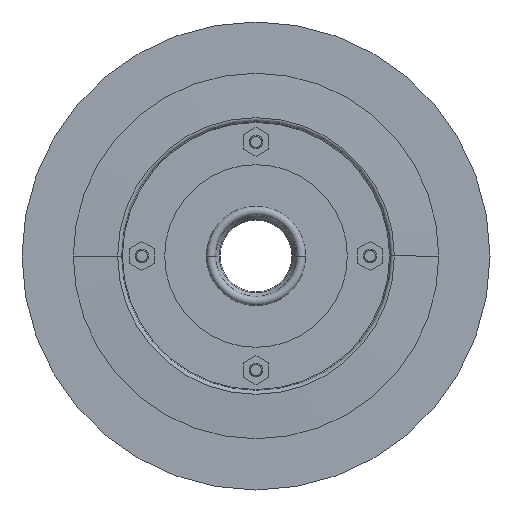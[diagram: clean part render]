
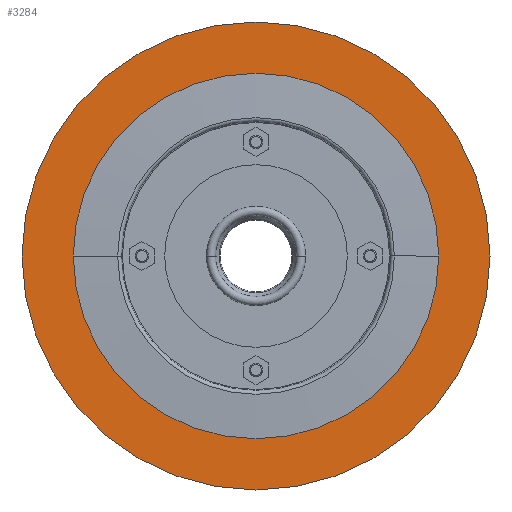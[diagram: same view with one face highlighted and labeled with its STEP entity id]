
A CAD part, front view. The second image highlights one B-rep face of the part: STEP entity #3284.
In plain terms, the highlighted planar face has unit normal (0, -1, 0).
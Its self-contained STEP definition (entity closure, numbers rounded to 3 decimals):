
#370=CARTESIAN_POINT('',(0.,-3.,0.));
#371=DIRECTION('',(0.,-1.,0.));
#372=DIRECTION('',(1.,0.,0.));
#373=AXIS2_PLACEMENT_3D('',#370,#371,#372);
#375=CARTESIAN_POINT('',(0.,-3.,0.));
#376=DIRECTION('',(0.,-1.,0.));
#377=DIRECTION('',(-1.,0.,0.));
#378=AXIS2_PLACEMENT_3D('',#375,#376,#377);
#380=CARTESIAN_POINT('',(0.,-3.,0.));
#381=DIRECTION('',(0.,-1.,0.));
#382=DIRECTION('',(1.,0.,0.));
#383=AXIS2_PLACEMENT_3D('',#380,#381,#382);
#385=CARTESIAN_POINT('',(0.,-3.,0.));
#386=DIRECTION('',(0.,-1.,0.));
#387=DIRECTION('',(-1.,0.,0.));
#388=AXIS2_PLACEMENT_3D('',#385,#386,#387);
#2431=CARTESIAN_POINT('',(102.5,-3.,0.));
#2432=CARTESIAN_POINT('',(-102.5,-3.,0.));
#2433=VERTEX_POINT('',#2431);
#2434=VERTEX_POINT('',#2432);
#2603=CARTESIAN_POINT('',(80.029,-3.,0.));
#2604=CARTESIAN_POINT('',(-80.029,-3.,0.));
#2605=VERTEX_POINT('',#2603);
#2606=VERTEX_POINT('',#2604);
#3268=CARTESIAN_POINT('',(0.,-3.,0.));
#3269=DIRECTION('',(0.,-1.,0.));
#3270=DIRECTION('',(1.,0.,0.));
#3271=AXIS2_PLACEMENT_3D('',#3268,#3269,#3270);
#3272=PLANE('',#3271);
#3274=ORIENTED_EDGE('',*,*,#3273,.F.);
#3276=ORIENTED_EDGE('',*,*,#3275,.F.);
#3277=EDGE_LOOP('',(#3274,#3276));
#3278=FACE_OUTER_BOUND('',#3277,.F.);
#3280=ORIENTED_EDGE('',*,*,#3279,.T.);
#3281=ORIENTED_EDGE('',*,*,#3258,.T.);
#3282=EDGE_LOOP('',(#3280,#3281));
#3283=FACE_BOUND('',#3282,.F.);
#3284=ADVANCED_FACE('',(#3278,#3283),#3272,.T.);
#374=CIRCLE('',#373,102.5);
#379=CIRCLE('',#378,102.5);
#384=CIRCLE('',#383,80.029);
#389=CIRCLE('',#388,80.029);
#3258=EDGE_CURVE('',#2606,#2605,#389,.T.);
#3273=EDGE_CURVE('',#2433,#2434,#374,.T.);
#3275=EDGE_CURVE('',#2434,#2433,#379,.T.);
#3279=EDGE_CURVE('',#2605,#2606,#384,.T.);
